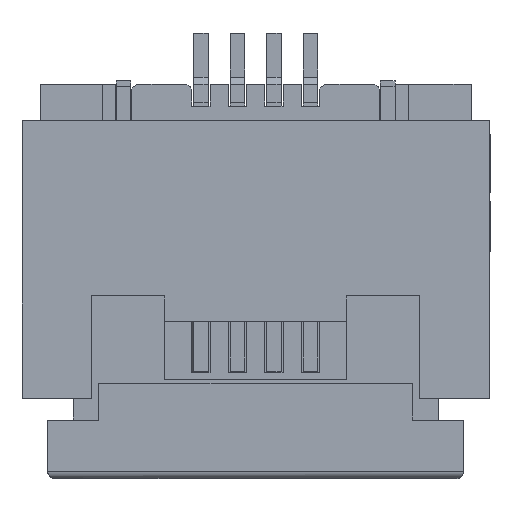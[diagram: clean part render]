
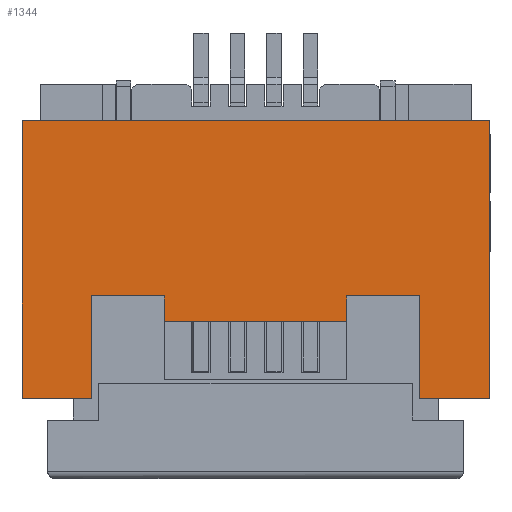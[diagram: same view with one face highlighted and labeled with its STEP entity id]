
A CAD part, top view. The second image highlights one B-rep face of the part: STEP entity #1344.
In plain terms, the highlighted planar face has unit normal (0, 0, 1).
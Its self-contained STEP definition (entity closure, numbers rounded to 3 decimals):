
#401 = VECTOR ( 'NONE', #3341, 1000. ) ;
#411 = DIRECTION ( 'NONE',  ( -1., 0., 0. ) ) ;
#529 = CARTESIAN_POINT ( 'NONE',  ( -3.2, 1.65, 1. ) ) ;
#818 = CARTESIAN_POINT ( 'NONE',  ( 1.25, -1.1, 1. ) ) ;
#908 = LINE ( 'NONE', #6810, #18819 ) ;
#1233 = LINE ( 'NONE', #12517, #8192 ) ;
#1344 = ADVANCED_FACE ( 'NONE', ( #14264 ), #17738, .T. ) ;
#1439 = VERTEX_POINT ( 'NONE', #7582 ) ;
#1762 = LINE ( 'NONE', #25139, #23641 ) ;
#1921 = VECTOR ( 'NONE', #6302, 1000. ) ;
#1936 = CARTESIAN_POINT ( 'NONE',  ( -3.2, -2.15, 1. ) ) ;
#2211 = AXIS2_PLACEMENT_3D ( 'NONE', #8912, #7095, #9161 ) ;
#2305 = VERTEX_POINT ( 'NONE', #818 ) ;
#2414 = ORIENTED_EDGE ( 'NONE', *, *, #23009, .F. ) ;
#2474 = LINE ( 'NONE', #10296, #13072 ) ;
#3047 = EDGE_CURVE ( 'NONE', #15280, #21787, #908, .T. ) ;
#3227 = ORIENTED_EDGE ( 'NONE', *, *, #14974, .F. ) ;
#3341 = DIRECTION ( 'NONE',  ( -1., 0., 0. ) ) ;
#3670 = VERTEX_POINT ( 'NONE', #24213 ) ;
#4484 = CARTESIAN_POINT ( 'NONE',  ( 2.25, -0.75, 1. ) ) ;
#4792 = LINE ( 'NONE', #19749, #23936 ) ;
#5217 = ORIENTED_EDGE ( 'NONE', *, *, #11427, .F. ) ;
#5387 = CARTESIAN_POINT ( 'NONE',  ( -2.25, -2.15, 1. ) ) ;
#5501 = CARTESIAN_POINT ( 'NONE',  ( 1.25, -0.75, 1. ) ) ;
#5835 = ORIENTED_EDGE ( 'NONE', *, *, #7979, .T. ) ;
#6200 = DIRECTION ( 'NONE',  ( 0., -1., 0. ) ) ;
#6289 = DIRECTION ( 'NONE',  ( 1., 0., 0. ) ) ;
#6302 = DIRECTION ( 'NONE',  ( -1., 0., 0. ) ) ;
#6360 = CARTESIAN_POINT ( 'NONE',  ( 3.2, 1.65, 1. ) ) ;
#6484 = VERTEX_POINT ( 'NONE', #12630 ) ;
#6810 = CARTESIAN_POINT ( 'NONE',  ( 3.2, 2.15, 1. ) ) ;
#6967 = CARTESIAN_POINT ( 'NONE',  ( -2.25, -0.75, 1. ) ) ;
#7074 = EDGE_CURVE ( 'NONE', #2305, #1439, #2474, .T. ) ;
#7095 = DIRECTION ( 'NONE',  ( 0., 0., 1. ) ) ;
#7130 = DIRECTION ( 'NONE',  ( 1., 0., 0. ) ) ;
#7195 = VERTEX_POINT ( 'NONE', #4484 ) ;
#7222 = ORIENTED_EDGE ( 'NONE', *, *, #20829, .F. ) ;
#7582 = CARTESIAN_POINT ( 'NONE',  ( -1.25, -1.1, 1. ) ) ;
#7621 = EDGE_CURVE ( 'NONE', #8277, #18378, #9081, .T. ) ;
#7645 = DIRECTION ( 'NONE',  ( 0., 1., 0. ) ) ;
#7979 = EDGE_CURVE ( 'NONE', #18263, #15280, #9996, .T. ) ;
#8192 = VECTOR ( 'NONE', #14832, 1000. ) ;
#8277 = VERTEX_POINT ( 'NONE', #13139 ) ;
#8323 = LINE ( 'NONE', #9848, #9298 ) ;
#8912 = CARTESIAN_POINT ( 'NONE',  ( 0., 0., 1. ) ) ;
#9081 = LINE ( 'NONE', #11112, #23332 ) ;
#9161 = DIRECTION ( 'NONE',  ( 1., 0., 0. ) ) ;
#9298 = VECTOR ( 'NONE', #23653, 1000. ) ;
#9395 = ORIENTED_EDGE ( 'NONE', *, *, #23031, .T. ) ;
#9596 = EDGE_CURVE ( 'NONE', #3670, #20933, #15767, .T. ) ;
#9848 = CARTESIAN_POINT ( 'NONE',  ( -1.25, -0.75, 1. ) ) ;
#9897 = VECTOR ( 'NONE', #12472, 1000. ) ;
#9996 = LINE ( 'NONE', #1936, #24176 ) ;
#10296 = CARTESIAN_POINT ( 'NONE',  ( -1.25, -1.1, 1. ) ) ;
#11112 = CARTESIAN_POINT ( 'NONE',  ( -3.2, -2.15, 1. ) ) ;
#11349 = VERTEX_POINT ( 'NONE', #529 ) ;
#11427 = EDGE_CURVE ( 'NONE', #7195, #6484, #24930, .T. ) ;
#11684 = ORIENTED_EDGE ( 'NONE', *, *, #7074, .F. ) ;
#11805 = CARTESIAN_POINT ( 'NONE',  ( -2.25, -0.75, 1. ) ) ;
#12472 = DIRECTION ( 'NONE',  ( 1., 0., 0. ) ) ;
#12517 = CARTESIAN_POINT ( 'NONE',  ( -2.25, -2.15, 1. ) ) ;
#12630 = CARTESIAN_POINT ( 'NONE',  ( 1.25, -0.75, 1. ) ) ;
#12647 = DIRECTION ( 'NONE',  ( 0., -1., 0. ) ) ;
#12904 = VECTOR ( 'NONE', #12647, 1000. ) ;
#13072 = VECTOR ( 'NONE', #411, 1000. ) ;
#13139 = CARTESIAN_POINT ( 'NONE',  ( -3.2, -2.15, 1. ) ) ;
#13496 = CARTESIAN_POINT ( 'NONE',  ( 2.25, -2.15, 1. ) ) ;
#14264 = FACE_OUTER_BOUND ( 'NONE', #15264, .T. ) ;
#14625 = DIRECTION ( 'NONE',  ( 0., 1., 0. ) ) ;
#14832 = DIRECTION ( 'NONE',  ( 0., -1., 0. ) ) ;
#14974 = EDGE_CURVE ( 'NONE', #18263, #7195, #1762, .T. ) ;
#15264 = EDGE_LOOP ( 'NONE', ( #18597, #19220, #9395, #19917, #2414, #18247, #16652, #11684, #7222, #5217, #3227, #5835 ) ) ;
#15280 = VERTEX_POINT ( 'NONE', #21157 ) ;
#15767 = LINE ( 'NONE', #11805, #1921 ) ;
#16241 = EDGE_CURVE ( 'NONE', #11349, #21787, #24115, .T. ) ;
#16617 = LINE ( 'NONE', #20815, #12904 ) ;
#16652 = ORIENTED_EDGE ( 'NONE', *, *, #21567, .F. ) ;
#17738 = PLANE ( 'NONE',  #2211 ) ;
#18133 = CARTESIAN_POINT ( 'NONE',  ( -3.2, 1.65, 1. ) ) ;
#18247 = ORIENTED_EDGE ( 'NONE', *, *, #9596, .F. ) ;
#18263 = VERTEX_POINT ( 'NONE', #13496 ) ;
#18378 = VERTEX_POINT ( 'NONE', #5387 ) ;
#18597 = ORIENTED_EDGE ( 'NONE', *, *, #3047, .T. ) ;
#18819 = VECTOR ( 'NONE', #14625, 1000. ) ;
#19220 = ORIENTED_EDGE ( 'NONE', *, *, #16241, .F. ) ;
#19749 = CARTESIAN_POINT ( 'NONE',  ( 1.25, -1.1, 1. ) ) ;
#19917 = ORIENTED_EDGE ( 'NONE', *, *, #7621, .T. ) ;
#20815 = CARTESIAN_POINT ( 'NONE',  ( -3.2, 2.15, 1. ) ) ;
#20829 = EDGE_CURVE ( 'NONE', #6484, #2305, #4792, .T. ) ;
#20933 = VERTEX_POINT ( 'NONE', #6967 ) ;
#21157 = CARTESIAN_POINT ( 'NONE',  ( 3.2, -2.15, 1. ) ) ;
#21567 = EDGE_CURVE ( 'NONE', #1439, #3670, #8323, .T. ) ;
#21787 = VERTEX_POINT ( 'NONE', #6360 ) ;
#23009 = EDGE_CURVE ( 'NONE', #20933, #18378, #1233, .T. ) ;
#23031 = EDGE_CURVE ( 'NONE', #11349, #8277, #16617, .T. ) ;
#23332 = VECTOR ( 'NONE', #7130, 1000. ) ;
#23641 = VECTOR ( 'NONE', #7645, 1000. ) ;
#23653 = DIRECTION ( 'NONE',  ( 0., 1., 0. ) ) ;
#23936 = VECTOR ( 'NONE', #6200, 1000. ) ;
#24115 = LINE ( 'NONE', #18133, #9897 ) ;
#24176 = VECTOR ( 'NONE', #6289, 1000. ) ;
#24213 = CARTESIAN_POINT ( 'NONE',  ( -1.25, -0.75, 1. ) ) ;
#24930 = LINE ( 'NONE', #5501, #401 ) ;
#25139 = CARTESIAN_POINT ( 'NONE',  ( 2.25, -0.75, 1. ) ) ;
